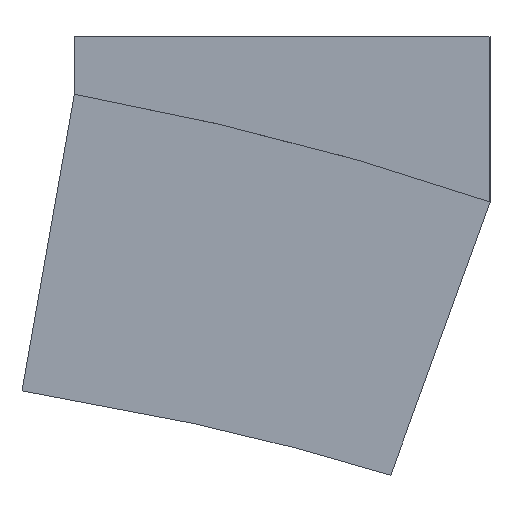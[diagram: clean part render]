
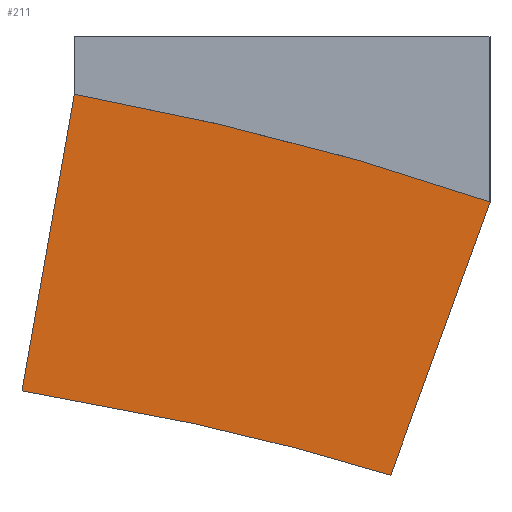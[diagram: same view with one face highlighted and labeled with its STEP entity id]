
A CAD part, front view. The second image highlights one B-rep face of the part: STEP entity #211.
In plain terms, the highlighted free-form (B-spline) face has degree [3, 3] with [4, 7] control points.
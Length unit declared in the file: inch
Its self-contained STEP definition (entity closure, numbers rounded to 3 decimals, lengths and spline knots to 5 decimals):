
#16=B_SPLINE_SURFACE_WITH_KNOTS('',3,3,((#415,#416,#417,#418,#419,#420,
#421),(#422,#423,#424,#425,#426,#427,#428),(#429,#430,#431,#432,#433,#434,
#435),(#436,#437,#438,#439,#440,#441,#442)),.UNSPECIFIED.,.F.,.F.,.F.,(4,
4),(4,1,1,1,4),(-35.56,0.),(1.97756,2.06258,2.16159,
2.25725,2.2755),.UNSPECIFIED.);
#26=FACE_OUTER_BOUND('',#38,.T.);
#38=EDGE_LOOP('',(#170,#171,#172,#173,#174,#175));
#71=B_SPLINE_CURVE_WITH_KNOTS('',3,(#287,#288,#289,#290,#291,#292),
 .UNSPECIFIED.,.F.,.F.,(4,2,4),(-34.75008,-17.37771,0.),
 .UNSPECIFIED.);
#74=B_SPLINE_CURVE_WITH_KNOTS('',3,(#321,#322,#323,#324),.UNSPECIFIED.,
 .F.,.F.,(4,4),(-0.06517,-0.05),.UNSPECIFIED.);
#77=B_SPLINE_CURVE_WITH_KNOTS('',3,(#341,#342,#343,#344,#345,#346),
 .UNSPECIFIED.,.F.,.F.,(4,2,4),(-33.52706,-16.75967,-0.05),
 .UNSPECIFIED.);
#80=B_SPLINE_CURVE_WITH_KNOTS('',3,(#366,#367,#368,#369),.UNSPECIFIED.,
 .F.,.F.,(4,4),(-0.05418,0.),.UNSPECIFIED.);
#82=B_SPLINE_CURVE_WITH_KNOTS('',3,(#408,#409,#410,#411,#412,#413,#414),
 .UNSPECIFIED.,.F.,.F.,(4,1,1,1,4),(1.97756,2.06258,2.16159,
2.25725,2.26531),.UNSPECIFIED.);
#83=B_SPLINE_CURVE_WITH_KNOTS('',3,(#443,#444,#445,#446,#447,#448,#449),
 .UNSPECIFIED.,.F.,.F.,(4,1,1,1,4),(1.98061,2.06258,2.16159,
2.25725,2.27539),.UNSPECIFIED.);
#88=VERTEX_POINT('',#279);
#89=VERTEX_POINT('',#286);
#97=VERTEX_POINT('',#318);
#98=VERTEX_POINT('',#320);
#100=VERTEX_POINT('',#339);
#105=VERTEX_POINT('',#359);
#108=EDGE_CURVE('',#89,#88,#71,.T.);
#118=EDGE_CURVE('',#98,#97,#74,.T.);
#122=EDGE_CURVE('',#97,#100,#77,.T.);
#128=EDGE_CURVE('',#100,#105,#80,.T.);
#132=EDGE_CURVE('',#88,#98,#82,.T.);
#133=EDGE_CURVE('',#89,#105,#83,.T.);
#170=ORIENTED_EDGE('',*,*,#108,.T.);
#171=ORIENTED_EDGE('',*,*,#132,.T.);
#172=ORIENTED_EDGE('',*,*,#118,.T.);
#173=ORIENTED_EDGE('',*,*,#122,.T.);
#174=ORIENTED_EDGE('',*,*,#128,.T.);
#175=ORIENTED_EDGE('',*,*,#133,.F.);
#211=ADVANCED_FACE('',(#26),#16,.T.);
#279=CARTESIAN_POINT('',(27.10123,-4.,23.41936));
#286=CARTESIAN_POINT('',(29.47694,-4.,36.89265));
#287=CARTESIAN_POINT('Ctrl Pts',(29.47694,-4.,36.89265));
#288=CARTESIAN_POINT('Ctrl Pts',(29.08105,-4.,34.64745));
#289=CARTESIAN_POINT('Ctrl Pts',(28.68516,-4.,32.40224));
#290=CARTESIAN_POINT('Ctrl Pts',(27.89326,-4.,27.91115));
#291=CARTESIAN_POINT('Ctrl Pts',(27.49725,-4.,25.66526));
#292=CARTESIAN_POINT('Ctrl Pts',(27.10123,-4.,23.41936));
#318=CARTESIAN_POINT('',(43.84223,-4.,19.59912));
#320=CARTESIAN_POINT('',(43.8407,-4.,19.59334));
#321=CARTESIAN_POINT('Ctrl Pts',(43.8407,-4.,19.59334));
#322=CARTESIAN_POINT('Ctrl Pts',(43.84121,-4.,19.59527));
#323=CARTESIAN_POINT('Ctrl Pts',(43.84172,-4.,19.59719));
#324=CARTESIAN_POINT('Ctrl Pts',(43.84223,-4.,19.59912));
#339=CARTESIAN_POINT('',(48.35003,-4.,31.98421));
#341=CARTESIAN_POINT('Ctrl Pts',(43.84223,-4.,19.59912));
#342=CARTESIAN_POINT('Ctrl Pts',(44.59482,-4.,21.66686));
#343=CARTESIAN_POINT('Ctrl Pts',(45.34742,-4.,23.7346));
#344=CARTESIAN_POINT('Ctrl Pts',(46.85002,-4.,27.86296));
#345=CARTESIAN_POINT('Ctrl Pts',(47.60003,-4.,29.92359));
#346=CARTESIAN_POINT('Ctrl Pts',(48.35003,-4.,31.98421));
#359=CARTESIAN_POINT('',(48.35003,-4.,32.00554));
#366=CARTESIAN_POINT('Ctrl Pts',(48.35003,-4.,31.98421));
#367=CARTESIAN_POINT('Ctrl Pts',(48.35003,-4.,31.99132));
#368=CARTESIAN_POINT('Ctrl Pts',(48.35003,-4.,31.99843));
#369=CARTESIAN_POINT('Ctrl Pts',(48.35003,-4.,32.00554));
#408=CARTESIAN_POINT('Ctrl Pts',(27.10123,-4.,23.41936));
#409=CARTESIAN_POINT('Ctrl Pts',(28.88405,-4.,23.13346));
#410=CARTESIAN_POINT('Ctrl Pts',(32.67251,-4.,22.45348));
#411=CARTESIAN_POINT('Ctrl Pts',(38.15252,-4.,21.22708));
#412=CARTESIAN_POINT('Ctrl Pts',(41.87352,-4.,20.1987));
#413=CARTESIAN_POINT('Ctrl Pts',(43.69929,-4.,19.63719));
#414=CARTESIAN_POINT('Ctrl Pts',(43.8407,-4.,19.59334));
#415=CARTESIAN_POINT('Ctrl Pts',(29.26801,-4.,36.93076));
#416=CARTESIAN_POINT('Ctrl Pts',(31.2091,-4.,36.57812));
#417=CARTESIAN_POINT('Ctrl Pts',(35.34591,-4.,35.73966));
#418=CARTESIAN_POINT('Ctrl Pts',(41.38159,-4.,34.22788));
#419=CARTESIAN_POINT('Ctrl Pts',(45.74368,-4.,32.89514));
#420=CARTESIAN_POINT('Ctrl Pts',(47.99717,-4.,32.12776));
#421=CARTESIAN_POINT('Ctrl Pts',(48.35612,-4.,32.00344));
#422=CARTESIAN_POINT('Ctrl Pts',(28.54575,-4.,32.42696));
#423=CARTESIAN_POINT('Ctrl Pts',(30.43408,-4.,32.09656));
#424=CARTESIAN_POINT('Ctrl Pts',(34.45478,-4.,31.31093));
#425=CARTESIAN_POINT('Ctrl Pts',(40.30523,-4.,29.89428));
#426=CARTESIAN_POINT('Ctrl Pts',(44.51596,-4.,28.64577));
#427=CARTESIAN_POINT('Ctrl Pts',(46.68386,-4.,27.92735));
#428=CARTESIAN_POINT('Ctrl Pts',(47.02897,-4.,27.81097));
#429=CARTESIAN_POINT('Ctrl Pts',(27.82349,-4.,27.92316));
#430=CARTESIAN_POINT('Ctrl Pts',(29.65907,-4.,27.61501));
#431=CARTESIAN_POINT('Ctrl Pts',(33.56364,-4.,26.8822));
#432=CARTESIAN_POINT('Ctrl Pts',(39.22888,-4.,25.56068));
#433=CARTESIAN_POINT('Ctrl Pts',(43.28824,-4.,24.39639));
#434=CARTESIAN_POINT('Ctrl Pts',(45.37056,-4.,23.72694));
#435=CARTESIAN_POINT('Ctrl Pts',(45.70182,-4.,23.61851));
#436=CARTESIAN_POINT('Ctrl Pts',(27.10123,-4.,23.41936));
#437=CARTESIAN_POINT('Ctrl Pts',(28.88405,-4.,23.13346));
#438=CARTESIAN_POINT('Ctrl Pts',(32.67251,-4.,22.45348));
#439=CARTESIAN_POINT('Ctrl Pts',(38.15252,-4.,21.22708));
#440=CARTESIAN_POINT('Ctrl Pts',(42.06052,-4.,20.14701));
#441=CARTESIAN_POINT('Ctrl Pts',(44.05725,-4.,19.52653));
#442=CARTESIAN_POINT('Ctrl Pts',(44.37468,-4.,19.42605));
#443=CARTESIAN_POINT('Ctrl Pts',(29.47694,-4.,36.89265));
#444=CARTESIAN_POINT('Ctrl Pts',(31.34627,-4.,36.55026));
#445=CARTESIAN_POINT('Ctrl Pts',(35.41177,-4.,35.72316));
#446=CARTESIAN_POINT('Ctrl Pts',(41.38159,-4.,34.22788));
#447=CARTESIAN_POINT('Ctrl Pts',(45.74156,-4.,32.89579));
#448=CARTESIAN_POINT('Ctrl Pts',(47.99309,-4.,32.12915));
#449=CARTESIAN_POINT('Ctrl Pts',(48.35003,-4.,32.00554));
